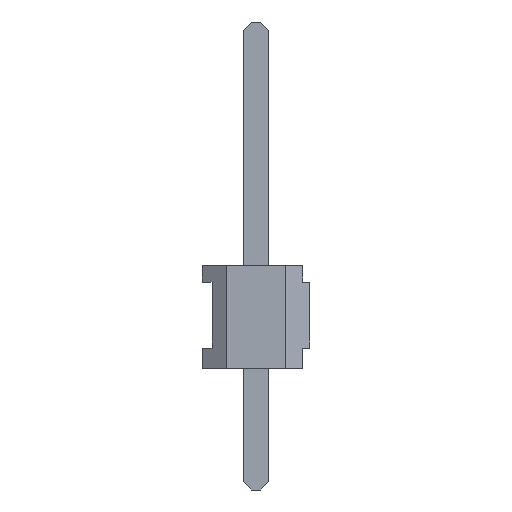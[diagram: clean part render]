
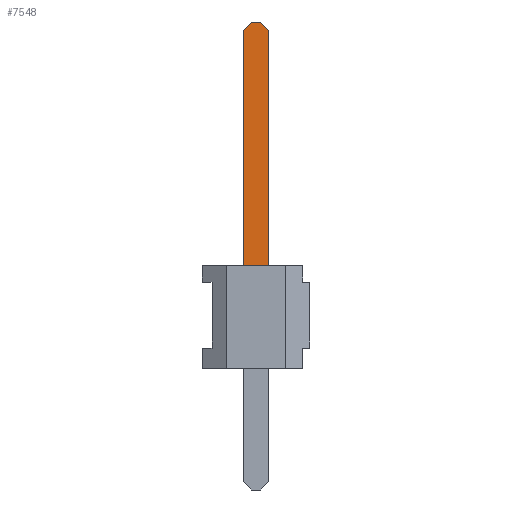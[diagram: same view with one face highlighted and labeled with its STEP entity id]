
A CAD part, left-side view. The second image highlights one B-rep face of the part: STEP entity #7548.
In plain terms, the highlighted planar face has unit normal (-1, 0, 0).
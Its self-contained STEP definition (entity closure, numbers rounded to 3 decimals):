
#454=FACE_OUTER_BOUND('',#878,.T.);
#878=EDGE_LOOP('',(#5270,#5271,#5272,#5273,#5274,#5275));
#1528=LINE('',#11022,#2386);
#1566=LINE('',#11095,#2424);
#1569=LINE('',#11101,#2427);
#1572=LINE('',#11107,#2430);
#1575=LINE('',#11113,#2433);
#1576=LINE('',#11115,#2434);
#2386=VECTOR('',#8737,1.);
#2424=VECTOR('',#8805,1.);
#2427=VECTOR('',#8810,1.);
#2430=VECTOR('',#8815,1.);
#2433=VECTOR('',#8820,1.);
#2434=VECTOR('',#8823,1.);
#3292=VERTEX_POINT('',#11020);
#3293=VERTEX_POINT('',#11021);
#3313=VERTEX_POINT('',#11093);
#3315=VERTEX_POINT('',#11099);
#3317=VERTEX_POINT('',#11105);
#3319=VERTEX_POINT('',#11111);
#4058=EDGE_CURVE('',#3292,#3293,#1528,.T.);
#4096=EDGE_CURVE('',#3293,#3313,#1566,.T.);
#4099=EDGE_CURVE('',#3313,#3315,#1569,.T.);
#4102=EDGE_CURVE('',#3315,#3317,#1572,.T.);
#4105=EDGE_CURVE('',#3317,#3319,#1575,.T.);
#4106=EDGE_CURVE('',#3319,#3292,#1576,.T.);
#5270=ORIENTED_EDGE('',*,*,#4106,.T.);
#5271=ORIENTED_EDGE('',*,*,#4058,.T.);
#5272=ORIENTED_EDGE('',*,*,#4096,.T.);
#5273=ORIENTED_EDGE('',*,*,#4099,.T.);
#5274=ORIENTED_EDGE('',*,*,#4102,.T.);
#5275=ORIENTED_EDGE('',*,*,#4105,.T.);
#6982=PLANE('',#8006);
#7548=ADVANCED_FACE('',(#454),#6982,.T.);
#8006=AXIS2_PLACEMENT_3D('',#11117,#8825,#8826);
#8737=DIRECTION('',(0.,-1.,0.));
#8805=DIRECTION('',(0.,0.,1.));
#8810=DIRECTION('',(0.,0.707,0.707));
#8815=DIRECTION('',(0.,1.,0.));
#8820=DIRECTION('',(0.,0.707,-0.707));
#8823=DIRECTION('',(0.,0.,-1.));
#8825=DIRECTION('center_axis',(-1.,0.,0.));
#8826=DIRECTION('ref_axis',(0.,0.,1.));
#11020=CARTESIAN_POINT('',(-4.13,0.32,2.54));
#11021=CARTESIAN_POINT('',(-4.13,-0.32,2.54));
#11022=CARTESIAN_POINT('',(-4.13,0.,2.54));
#11093=CARTESIAN_POINT('',(-4.13,-0.32,8.34));
#11095=CARTESIAN_POINT('',(-4.13,-0.32,-2.8));
#11099=CARTESIAN_POINT('',(-4.13,-0.12,8.54));
#11101=CARTESIAN_POINT('',(-4.13,-0.32,8.34));
#11105=CARTESIAN_POINT('',(-4.13,0.12,8.54));
#11107=CARTESIAN_POINT('',(-4.13,0.12,8.54));
#11111=CARTESIAN_POINT('',(-4.13,0.32,8.34));
#11113=CARTESIAN_POINT('',(-4.13,0.32,8.34));
#11115=CARTESIAN_POINT('',(-4.13,0.32,-2.8));
#11117=CARTESIAN_POINT('Origin',(-4.13,0.,0.));
